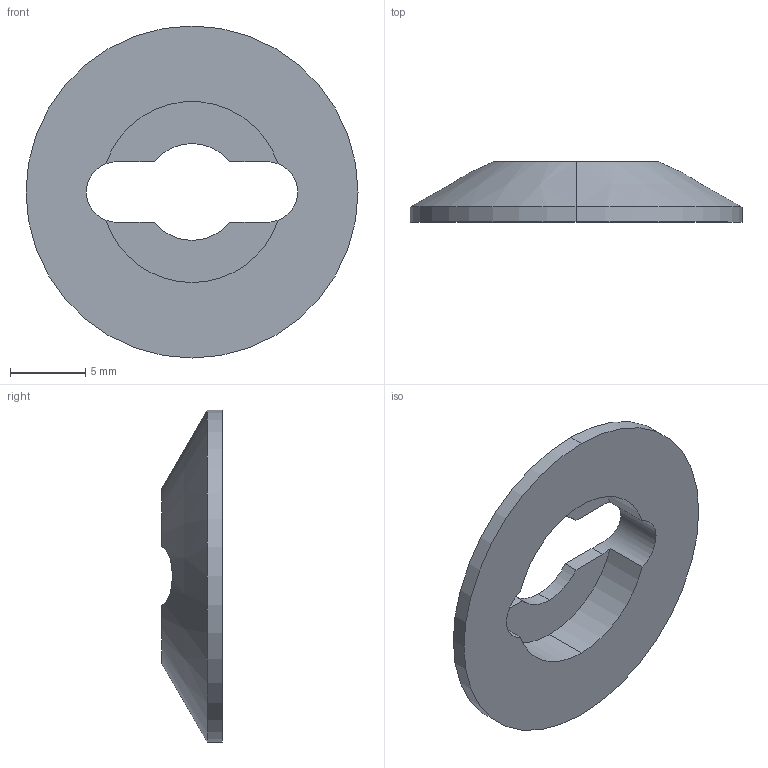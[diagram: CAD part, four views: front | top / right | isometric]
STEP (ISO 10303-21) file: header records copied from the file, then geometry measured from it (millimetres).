
FILE_DESCRIPTION (( 'STEP AP214' ), '1' );
FILE_NAME ('3-FlasqueBrossage.STEP', '2022-08-15T18:53:08', ( '' ), ( '' ), 'SwSTEP 2.0', 'SolidWorks 2019', '' );
FILE_SCHEMA (( 'AUTOMOTIVE_DESIGN' ));
Length unit declared in the file: millimetre
Products named in the file (1): 3-FlasqueBrossage
Bounding box: 22 x 4 x 22 mm (x, y, z)
Volume: 651.8 mm3; surface area: 897.4 mm2
Topology: 1 solids, 1 shells, 23 faces, 64 edges, 42 vertices
Faces by surface type: cylinder 12, plane 9, cone 2
Entity records: 836 total; most frequent: CARTESIAN_POINT 182, DIRECTION 140, ORIENTED_EDGE 128, EDGE_CURVE 64, AXIS2_PLACEMENT_3D 56, VERTEX_POINT 42, CIRCLE 32, LINE 28
